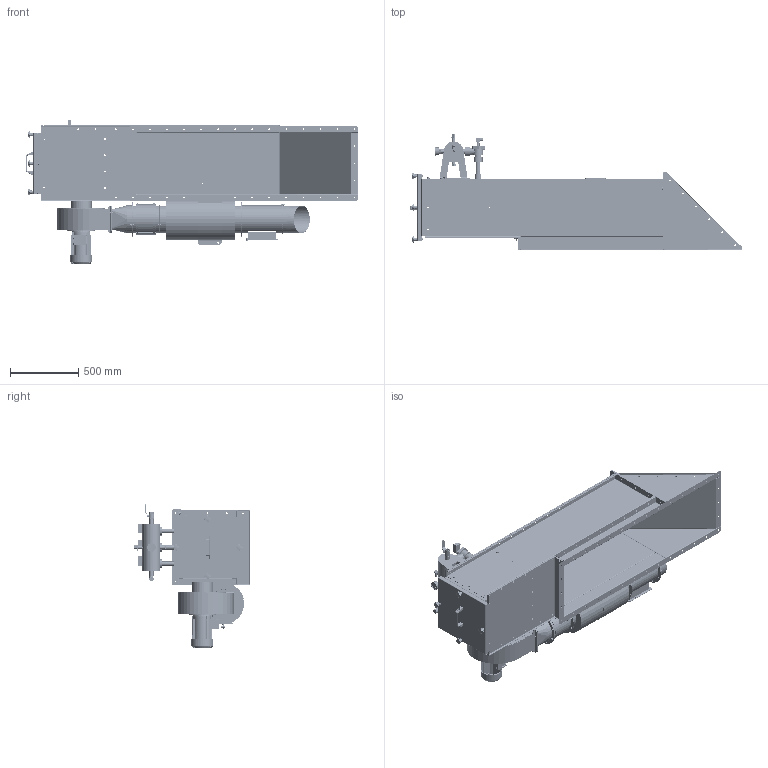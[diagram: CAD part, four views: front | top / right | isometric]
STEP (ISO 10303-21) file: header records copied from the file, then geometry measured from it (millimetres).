
FILE_DESCRIPTION (( 'STEP AP203' ), '1' );
FILE_NAME ('LJVE02.STEP', '2023-12-04T12:59:42', ( '' ), ( '' ), 'SwSTEP 2.0', 'SolidWorks 2022', '' );
FILE_SCHEMA (( 'CONFIG_CONTROL_DESIGN' ));
Length unit declared in the file: millimetre
Products named in the file (102): VR-S011-01 - BODY I_Výchozí; FITTING INNER THREAD G1 2'''' S235_Výchozí; FS-S713-00 - WLDM FRAME 6-1-S_Výchozí; KOLENO 3-4 F-M_Výchozí; THREADED ROD - TR_M10x240; PP-S247-03 - RING 250_Výchozí; RO-M002-22 - TZL FLANGE DN200_Výchozí; FL-D004-74 - TRAY V3-1; RO-S067-00 - WLDM TUBE TZL_Výchozí; RO-S067-02 - PART 2_Výchozí; K0148_210; VR-S011-04 - FLANGE BOT_Výchozí; VR-S011-03 - FLANGE TOP_Výchozí; RG-S100-02 - TUBE VALVE 33,7_Výchozí; FL-M000-83 - ASSY FLANGE IN 6-12-V G3_Výchozí; PP-S248-02 - REDUCT_Výchozí; BOLT - B_M10x55; WASHER JOINT - SW+W_M10-BW; FL-S065-00 - SVAREK MŘÍŽKY_Výchozí; User Library-manometrM63-3 igs; VR-S011-06 - COLLAR II_Výchozí; VR-S012-02 - COLLAR DN150_Výchozí; FS-S713-02 - HEM II_Výchozí; PH-S078-00 - WLDM FLANGE FAN_Výchozí; AE1825R - VALVE BLOW NUT_Výchozí; FS-S713-01 - HEM I_Výchozí; BOLT JOINT - B+W-W+N_M10x25-X8-W; NUT JOINT - N+SW+W_M6-W; BOLT JOINT - B+W-W+N_M10x25-X6-W; FL-S065-02 - PŘÍRUBA_Výchozí; PO-SH72-00 - REDUCT TO 200_Výchozí; FL-D002-78 - FLANGE FAN_Výchozí; PP-S247-01 - COLLAR_Výchozí; BOLT JOINT - B+W-W+N_M8x25-X8-W; RG-S187-00 - WLDM PRESSURE VESSEL 3V-120-S G5_Výchozí; FITTING INNER THREAD G3 4'''' S235_Výchozí; POJISTNÝ VENTIL G3-4 - MOSAZ_Výchozí; FS-N000-09 - MADLO_Výchozí; BMA-12 - KOHOUT KULOVÝ G1-2_Výchozí; FL-D004-73 - TRAY V2-1 ...
Assembly tree (158 placements, depth 6):
  LJVE02
    FL-6-1-12-V - ASSY LOCAL FILTER 23-11_Výchozí
      FS-M004-04 - ASSY FILTER BOX 6-1-12-V_Výchozí
        FS-D012-12 - SIDE PANEL 1250x420 S F G3_Výchozí
        FS-D012-13 - SIDE PANEL 1250x420 S G3_Výchozí
        FS-M007-83 - ASSY FRONT DOOR 6-1 S G5
          FS-S713-00 - WLDM FRAME 6-1-S_Výchozí
            FS-S713-08 - FRAME IV_Výchozí  x2
            FS-S713-04 - FRAME I_Výchozí  x2
            FS-S713-02 - HEM II_Výchozí  x2
            FS-S713-01 - HEM I_Výchozí  x2
            BOLT - B_M10x55  x4
          00547004 - U-PIRELI SEAL 6-1-S_Výchozí
          MATICE HVĚZDA M10 - MHVPP  x4
            K0148_210
            WASHER JOINT - SW+W_M10-BW
          FS-D012-14 - DOOR_Výchozí
          FS-N000-09 - MADLO_Výchozí
          BOLT - B_M6x20
          NUT JOINT - N+SW+W_M6-W
        FS-M005-59 - ASSY REGENERATION 3V-120-S G5_TLAKOVKA DOLE
          FS-D012-15 - ROOF PV 6-15 G5_Výchozí
          O-KROUŽEK - 34x4_Výchozí  x6
          FS-D002-21 - CAP O THREAD_Výchozí  x3
          RG-S187-00 - WLDM PRESSURE VESSEL 3V-120-S G5_Výchozí
            RG-S187-01 - PIPE_Výchozí
            RG-S100-02 - TUBE VALVE 33,7_Výchozí  x5
            RG-S135-03 - BRACKET_Výchozí  x2
            FITTING INNER THREAD G3 4'''' S235_Výchozí  x2
            FITTING INNER THREAD G1 2'''' S235_Výchozí  x3
          AE1825R - VALVE BLOW NUT_Výchozí  x3
          FL-D001-15 -TUBE IN_Výchozí  x3
          User Library-manometrM63-3 igs
          BMA-12 - KOHOUT KULOVÝ G1-2_Výchozí
          ZÁSLEPKA G1-2 - MOSAZ_Výchozí
          POJISTNÝ VENTIL G3-4 - MOSAZ_Výchozí
          KULOVÝ VENTIL G3-4_Výchozí
          KOLENO 3-4 F-M_Výchozí
          BOLT JOINT - B+W-W+N_M10x20-X4-W  x2
          BOLT JOINT - B+W-W+N_M10x25-X8-BW
          BOLT JOINT IMBUS - B+SW+W_M6x16-W
        BOLT JOINT - B+W-W+N_M10x20-X4-W  x2
        BOLT JOINT - B+W-W+N_M10x25-X6-W
      FL-D002-78 - FLANGE FAN_Výchozí
      FL-M000-83 - ASSY FLANGE IN 6-12-V G3_Výchozí
        FL-D004-71 - FLANGE III_Výchozí
        FL-D004-70 - FLANGE II_Výchozí  x2
        BOLT JOINT - B+W-W+N_M10x20-X4-W
        FL-D004-72 - TRAY V1-1
        FL-D004-73 - TRAY V2-1
        FL-D004-74 - TRAY V3-1
      BOLT JOINT - B+W-W+N_M10x25-X8-W
      BOLT JOINT - B+W-W+N_M10x20-X4-W  x2
      RU-D001-93 - PLACKA LOGO XM_Výchozí
      AFGG-16_1-S4 - ASSY FAN 0,75kW PR150_Výchozí
        1LE1001-0DB32-2FB4 - ELEKTROMOTOR 0,75 KW_Výchozí
        VR-S012-00 - WLDM INPUT DN150-300_Výchozí
          VR-S012-01 - COVER_Výchozí
          VR-S012-02 - COLLAR DN150_Výchozí
          12110500000013 - DN150_Výchozí
Bounding box: 2433.5 x 849 x 1061 mm (x, y, z)
Volume: 44742407.9 mm3; surface area: 17278043.7 mm2
Topology: 169 solids, 169 shells, 5643 faces, 13950 edges, 8858 vertices
Faces by surface type: plane 3063, cylinder 2045, torus 220, bspline 194, cone 113, sphere 8
Entity records: 147318 total; most frequent: CARTESIAN_POINT 32492, DIRECTION 21141, ORIENTED_EDGE 20974, EDGE_CURVE 10487, AXIS2_PLACEMENT_3D 7291, VERTEX_POINT 6693, VECTOR 6559, LINE 6559
